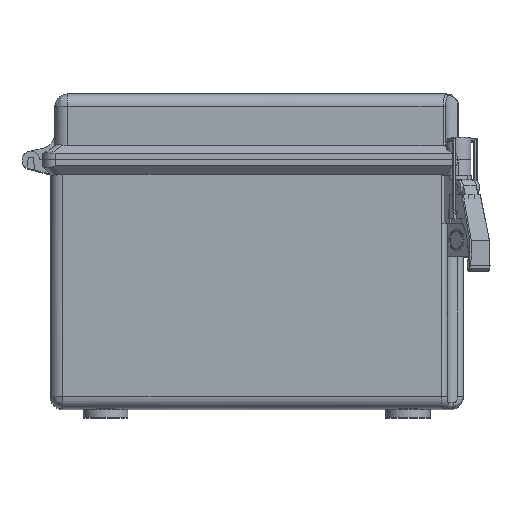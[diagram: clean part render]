
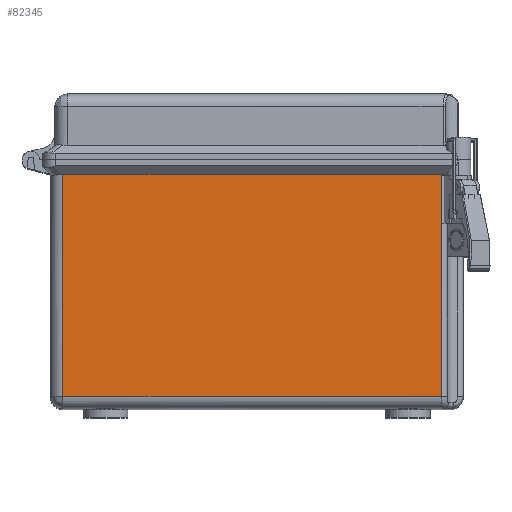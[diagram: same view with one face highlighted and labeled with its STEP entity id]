
A CAD part, top view. The second image highlights one B-rep face of the part: STEP entity #82345.
In plain terms, the highlighted planar face has unit normal (0, 0, 1).
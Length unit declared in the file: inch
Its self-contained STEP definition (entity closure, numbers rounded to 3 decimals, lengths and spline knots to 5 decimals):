
#4653 = ORIENTED_EDGE ( 'NONE', *, *, #33661, .F. ) ;
#5593 = LINE ( 'NONE', #48795, #77647 ) ;
#7127 = CARTESIAN_POINT ( 'NONE',  ( 3.66229, -0.28, 5.10026 ) ) ;
#7880 = DIRECTION ( 'NONE',  ( 0., 0., -1. ) ) ;
#9100 = VERTEX_POINT ( 'NONE', #7127 ) ;
#11338 = ORIENTED_EDGE ( 'NONE', *, *, #47997, .F. ) ;
#12152 = FACE_OUTER_BOUND ( 'NONE', #70768, .T. ) ;
#12705 = CARTESIAN_POINT ( 'NONE',  ( -4.10026, -0.28, 5.10026 ) ) ;
#17097 = DIRECTION ( 'NONE',  ( 0., 1., 0. ) ) ;
#20955 = PLANE ( 'NONE',  #74914 ) ;
#22890 = DIRECTION ( 'NONE',  ( -1., 0., 0. ) ) ;
#25633 = DIRECTION ( 'NONE',  ( -1., 0., 0. ) ) ;
#26835 = EDGE_CURVE ( 'NONE', #78825, #9100, #61681, .T. ) ;
#30771 = CARTESIAN_POINT ( 'NONE',  ( -3.85026, -4.94, 5.10026 ) ) ;
#32574 = LINE ( 'NONE', #30771, #40956 ) ;
#33603 = VERTEX_POINT ( 'NONE', #42770 ) ;
#33661 = EDGE_CURVE ( 'NONE', #33603, #49274, #67863, .T. ) ;
#36472 = DIRECTION ( 'NONE',  ( 0., -1., 0. ) ) ;
#40956 = VECTOR ( 'NONE', #17097, 39.37008 ) ;
#41663 = VECTOR ( 'NONE', #22890, 39.37008 ) ;
#42770 = CARTESIAN_POINT ( 'NONE',  ( 3.66229, -4.69, 5.10026 ) ) ;
#43376 = CARTESIAN_POINT ( 'NONE',  ( -3.85026, -4.69, 5.10026 ) ) ;
#47997 = EDGE_CURVE ( 'NONE', #9100, #33603, #5593, .T. ) ;
#48795 = CARTESIAN_POINT ( 'NONE',  ( 3.66229, -4.94, 5.10026 ) ) ;
#48914 = ORIENTED_EDGE ( 'NONE', *, *, #26835, .F. ) ;
#49274 = VERTEX_POINT ( 'NONE', #43376 ) ;
#61681 = LINE ( 'NONE', #12705, #73184 ) ;
#65642 = CARTESIAN_POINT ( 'NONE',  ( -4.10026, -4.94, 5.10026 ) ) ;
#65851 = DIRECTION ( 'NONE',  ( 1., 0., 0. ) ) ;
#67863 = LINE ( 'NONE', #82212, #41663 ) ;
#68419 = ORIENTED_EDGE ( 'NONE', *, *, #79803, .F. ) ;
#70768 = EDGE_LOOP ( 'NONE', ( #11338, #48914, #68419, #4653 ) ) ;
#73184 = VECTOR ( 'NONE', #65851, 39.37008 ) ;
#74914 = AXIS2_PLACEMENT_3D ( 'NONE', #65642, #7880, #25633 ) ;
#77647 = VECTOR ( 'NONE', #36472, 39.37008 ) ;
#78825 = VERTEX_POINT ( 'NONE', #83705 ) ;
#79803 = EDGE_CURVE ( 'NONE', #49274, #78825, #32574, .T. ) ;
#82212 = CARTESIAN_POINT ( 'NONE',  ( -4.10026, -4.69, 5.10026 ) ) ;
#82345 = ADVANCED_FACE ( 'NONE', ( #12152 ), #20955, .F. ) ;
#83705 = CARTESIAN_POINT ( 'NONE',  ( -3.85026, -0.28, 5.10026 ) ) ;
